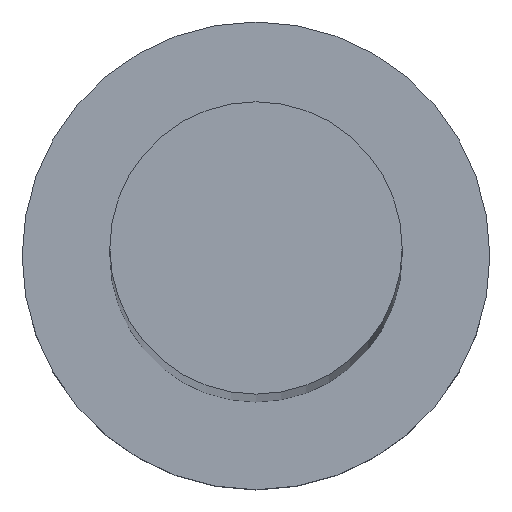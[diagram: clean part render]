
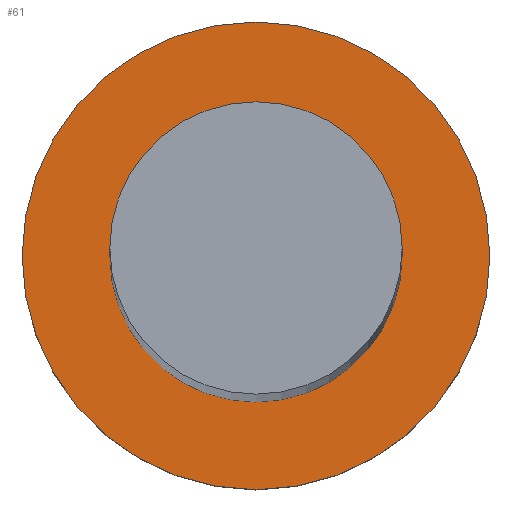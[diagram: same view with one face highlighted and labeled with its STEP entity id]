
A CAD part, top view. The second image highlights one B-rep face of the part: STEP entity #61.
In plain terms, the highlighted planar face has unit normal (0, 0, 1).
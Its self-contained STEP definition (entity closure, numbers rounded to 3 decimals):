
#3 = PLANE ( 'NONE',  #34 ) ;
#4 = CARTESIAN_POINT ( 'NONE',  ( 0., 0., 5. ) ) ;
#26 = FACE_OUTER_BOUND ( 'NONE', #128, .T. ) ;
#34 = AXIS2_PLACEMENT_3D ( 'NONE', #66, #83, #221 ) ;
#38 = EDGE_CURVE ( 'NONE', #122, #124, #76, .T. ) ;
#49 = CARTESIAN_POINT ( 'NONE',  ( -5., 0., 5. ) ) ;
#51 = DIRECTION ( 'NONE',  ( 0., 0., 1. ) ) ;
#53 = CIRCLE ( 'NONE', #200, 8. ) ;
#54 = AXIS2_PLACEMENT_3D ( 'NONE', #148, #134, #114 ) ;
#56 = EDGE_LOOP ( 'NONE', ( #87, #110 ) ) ;
#61 = ADVANCED_FACE ( 'NONE', ( #224, #26 ), #3, .T. ) ;
#66 = CARTESIAN_POINT ( 'NONE',  ( 0., 0., 5. ) ) ;
#76 = CIRCLE ( 'NONE', #94, 8. ) ;
#83 = DIRECTION ( 'NONE',  ( 0., 0., 1. ) ) ;
#84 = DIRECTION ( 'NONE',  ( 1., 0., 0. ) ) ;
#86 = EDGE_CURVE ( 'NONE', #124, #122, #53, .T. ) ;
#87 = ORIENTED_EDGE ( 'NONE', *, *, #236, .F. ) ;
#94 = AXIS2_PLACEMENT_3D ( 'NONE', #182, #165, #204 ) ;
#110 = ORIENTED_EDGE ( 'NONE', *, *, #250, .F. ) ;
#112 = DIRECTION ( 'NONE',  ( 1., 0., 0. ) ) ;
#114 = DIRECTION ( 'NONE',  ( 1., 0., 0. ) ) ;
#122 = VERTEX_POINT ( 'NONE', #189 ) ;
#124 = VERTEX_POINT ( 'NONE', #190 ) ;
#128 = EDGE_LOOP ( 'NONE', ( #197, #237 ) ) ;
#130 = CARTESIAN_POINT ( 'NONE',  ( 0., 0., 5. ) ) ;
#134 = DIRECTION ( 'NONE',  ( 0., 0., 1. ) ) ;
#148 = CARTESIAN_POINT ( 'NONE',  ( 0., 0., 5. ) ) ;
#160 = VERTEX_POINT ( 'NONE', #247 ) ;
#165 = DIRECTION ( 'NONE',  ( 0., 0., 1. ) ) ;
#182 = CARTESIAN_POINT ( 'NONE',  ( 0., 0., 5. ) ) ;
#184 = DIRECTION ( 'NONE',  ( 0., 0., 1. ) ) ;
#187 = CIRCLE ( 'NONE', #54, 5. ) ;
#189 = CARTESIAN_POINT ( 'NONE',  ( 8., 0., 5. ) ) ;
#190 = CARTESIAN_POINT ( 'NONE',  ( -8., 0., 5. ) ) ;
#197 = ORIENTED_EDGE ( 'NONE', *, *, #86, .T. ) ;
#200 = AXIS2_PLACEMENT_3D ( 'NONE', #4, #184, #84 ) ;
#204 = DIRECTION ( 'NONE',  ( 1., 0., 0. ) ) ;
#213 = AXIS2_PLACEMENT_3D ( 'NONE', #130, #51, #112 ) ;
#217 = VERTEX_POINT ( 'NONE', #49 ) ;
#221 = DIRECTION ( 'NONE',  ( 1., 0., 0. ) ) ;
#224 = FACE_BOUND ( 'NONE', #56, .T. ) ;
#235 = CIRCLE ( 'NONE', #213, 5. ) ;
#236 = EDGE_CURVE ( 'NONE', #217, #160, #187, .T. ) ;
#237 = ORIENTED_EDGE ( 'NONE', *, *, #38, .T. ) ;
#247 = CARTESIAN_POINT ( 'NONE',  ( 5., 0., 5. ) ) ;
#250 = EDGE_CURVE ( 'NONE', #160, #217, #235, .T. ) ;
